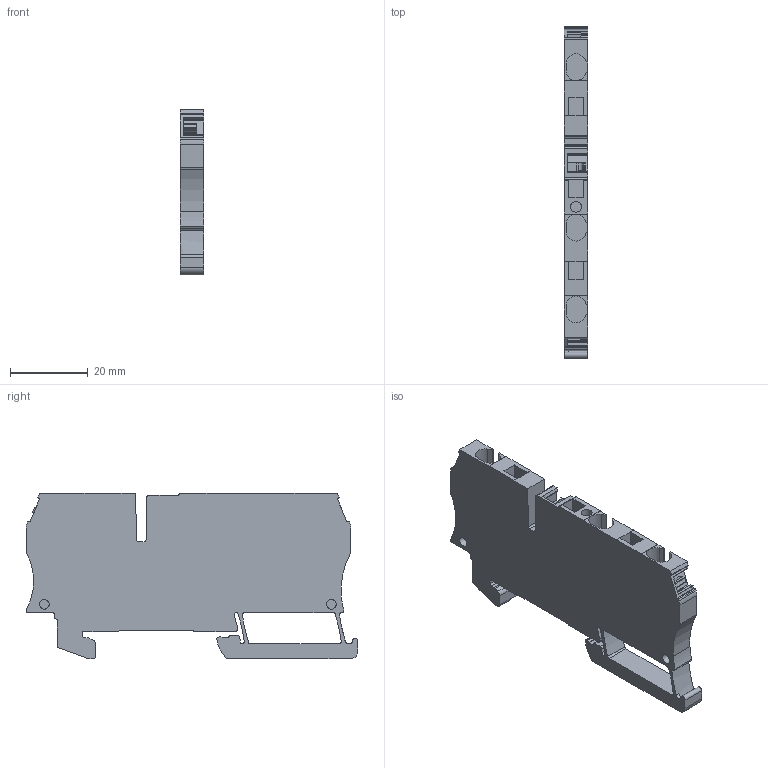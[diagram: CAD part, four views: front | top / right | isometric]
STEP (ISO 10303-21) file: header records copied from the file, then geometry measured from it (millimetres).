
FILE_DESCRIPTION( ( 'STEP AP214' ), '1' );
FILE_NAME( '7904170000.stp', ' ', ( ' ' ), ( ' ' ), 'PSStep 15.0.47', 'PARTsolutions', ' ' );
FILE_SCHEMA( ( 'AUTOMOTIVE_DESIGN { 1 0 10303 214 1 1 1 1 }' ) );
Length unit declared in the file: millimetre
Products named in the file (1): _ZPE4/3AN 7904170000
Bounding box: 6.1 x 85.16 x 42.6 mm (x, y, z)
Volume: 16073.2 mm3; surface area: 9132.9 mm2
Topology: 1 solids, 1 shells, 242 faces, 699 edges, 464 vertices
Faces by surface type: plane 160, cylinder 82
Full cylindrical faces by diameter (mm): 2.5 x4, 2.8 x1
Entity records: 9869 total; most frequent: CARTESIAN_POINT 1399, ORIENTED_EDGE 1386, DIRECTION 1351, EDGE_CURVE 693, LINE 521, VECTOR 521, VERTEX_POINT 463, AXIS2_PLACEMENT_3D 415
